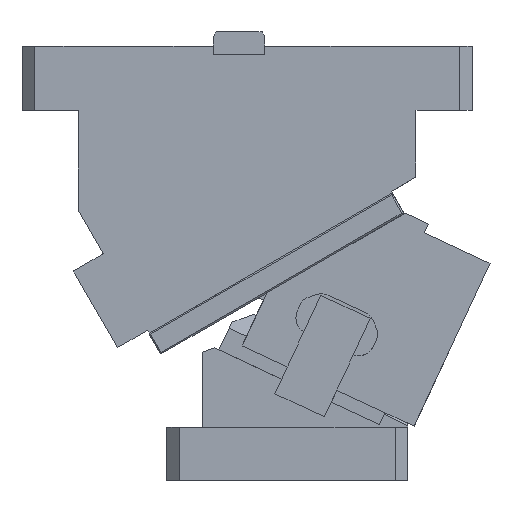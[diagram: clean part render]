
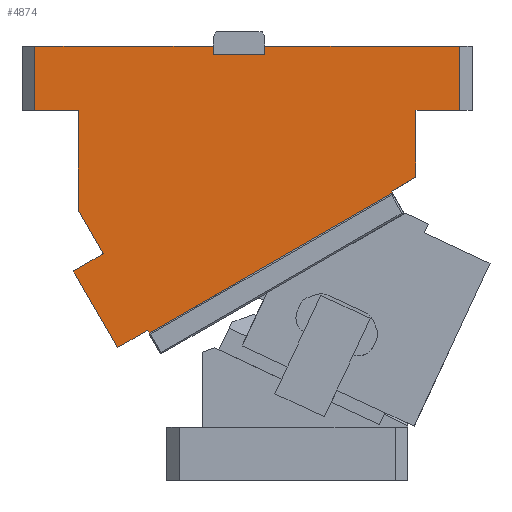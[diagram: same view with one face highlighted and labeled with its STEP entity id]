
A CAD part, front view. The second image highlights one B-rep face of the part: STEP entity #4874.
In plain terms, the highlighted planar face has unit normal (0, -1, 0).
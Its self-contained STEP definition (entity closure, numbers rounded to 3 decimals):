
#134=CARTESIAN_POINT('Vertex',(-82.071,0.,270.)) ;
#137=CARTESIAN_POINT('Line Origine',(-56.036,0.,270.)) ;
#141=CARTESIAN_POINT('Vertex',(-30.,0.,270.)) ;
#144=CARTESIAN_POINT('Line Origine',(-0.5,0.,270.)) ;
#148=CARTESIAN_POINT('Vertex',(29.,0.,270.)) ;
#384=CARTESIAN_POINT('Vertex',(-55.,0.,230.)) ;
#387=CARTESIAN_POINT('Line Origine',(-68.536,0.,230.)) ;
#391=CARTESIAN_POINT('Vertex',(-82.071,0.,230.)) ;
#613=CARTESIAN_POINT('Line Origine',(-82.071,0.,250.)) ;
#775=CARTESIAN_POINT('Line Origine',(-55.,0.,198.933)) ;
#779=CARTESIAN_POINT('Vertex',(-55.,0.,167.865)) ;
#1030=CARTESIAN_POINT('Line Origine',(-47.224,0.,154.397)) ;
#1034=CARTESIAN_POINT('Vertex',(-39.448,0.,140.929)) ;
#1085=CARTESIAN_POINT('Line Origine',(-48.758,0.,135.554)) ;
#1089=CARTESIAN_POINT('Vertex',(-58.068,0.,130.179)) ;
#1145=CARTESIAN_POINT('Vertex',(61.,0.,265.)) ;
#1148=CARTESIAN_POINT('Line Origine',(61.,0.,267.5)) ;
#1152=CARTESIAN_POINT('Vertex',(61.,0.,270.)) ;
#1183=CARTESIAN_POINT('Vertex',(29.,0.,265.)) ;
#1188=CARTESIAN_POINT('Line Origine',(45.,0.,265.)) ;
#1218=CARTESIAN_POINT('Vertex',(-10.948,0.,91.566)) ;
#1221=CARTESIAN_POINT('Line Origine',(-11.448,0.,92.432)) ;
#1225=CARTESIAN_POINT('Vertex',(-11.948,0.,93.298)) ;
#1245=CARTESIAN_POINT('Line Origine',(168.536,0.,230.)) ;
#1249=CARTESIAN_POINT('Vertex',(155.,0.,230.)) ;
#1251=CARTESIAN_POINT('Vertex',(182.071,0.,230.)) ;
#1454=CARTESIAN_POINT('Vertex',(182.071,0.,270.)) ;
#1457=CARTESIAN_POINT('Line Origine',(182.071,0.,250.)) ;
#4224=CARTESIAN_POINT('Line Origine',(111.5,0.,270.)) ;
#4228=CARTESIAN_POINT('Vertex',(162.,0.,270.)) ;
#4231=CARTESIAN_POINT('Line Origine',(172.036,0.,270.)) ;
#4271=CARTESIAN_POINT('Line Origine',(155.,0.,209.265)) ;
#4275=CARTESIAN_POINT('Vertex',(155.,0.,188.531)) ;
#4306=CARTESIAN_POINT('Vertex',(139.673,0.,179.682)) ;
#4314=CARTESIAN_POINT('Line Origine',(147.337,0.,184.106)) ;
#4335=CARTESIAN_POINT('Line Origine',(139.923,0.,179.249)) ;
#4339=CARTESIAN_POINT('Vertex',(140.173,0.,178.816)) ;
#4354=CARTESIAN_POINT('Line Origine',(64.612,0.,135.191)) ;
#4392=CARTESIAN_POINT('Line Origine',(-21.258,0.,87.923)) ;
#4396=CARTESIAN_POINT('Vertex',(-30.568,0.,82.548)) ;
#4447=CARTESIAN_POINT('Line Origine',(-44.318,0.,106.363)) ;
#4834=CARTESIAN_POINT('Line Origine',(29.,0.,267.5)) ;
#4846=CARTESIAN_POINT('Axis2P3D Location',(-21.561,0.,148.947)) ;
#138=DIRECTION('Vector Direction',(-1.,0.,0.)) ;
#145=DIRECTION('Vector Direction',(-1.,0.,0.)) ;
#388=DIRECTION('Vector Direction',(-1.,0.,0.)) ;
#614=DIRECTION('Vector Direction',(0.,0.,-1.)) ;
#776=DIRECTION('Vector Direction',(0.,0.,-1.)) ;
#1031=DIRECTION('Vector Direction',(0.5,0.,-0.866)) ;
#1086=DIRECTION('Vector Direction',(0.866,0.,0.5)) ;
#1149=DIRECTION('Vector Direction',(0.,0.,-1.)) ;
#1189=DIRECTION('Vector Direction',(-1.,0.,0.)) ;
#1222=DIRECTION('Vector Direction',(0.5,0.,-0.866)) ;
#1246=DIRECTION('Vector Direction',(1.,0.,0.)) ;
#1458=DIRECTION('Vector Direction',(0.,0.,1.)) ;
#4225=DIRECTION('Vector Direction',(1.,0.,0.)) ;
#4232=DIRECTION('Vector Direction',(1.,0.,0.)) ;
#4272=DIRECTION('Vector Direction',(0.,0.,-1.)) ;
#4315=DIRECTION('Vector Direction',(-0.866,0.,-0.5)) ;
#4336=DIRECTION('Vector Direction',(0.5,0.,-0.866)) ;
#4355=DIRECTION('Vector Direction',(-0.866,0.,-0.5)) ;
#4393=DIRECTION('Vector Direction',(-0.866,0.,-0.5)) ;
#4448=DIRECTION('Vector Direction',(-0.5,0.,0.866)) ;
#4835=DIRECTION('Vector Direction',(0.,0.,1.)) ;
#4847=DIRECTION('Axis2P3D Direction',(0.,-1.,0.)) ;
#4848=DIRECTION('Axis2P3D XDirection',(0.5,0.,-0.866)) ;
#4849=AXIS2_PLACEMENT_3D('Plane Axis2P3D',#4846,#4847,#4848) ;
#4852=ORIENTED_EDGE('',*,*,#1154,.T.) ;
#4853=ORIENTED_EDGE('',*,*,#1192,.T.) ;
#4854=ORIENTED_EDGE('',*,*,#4838,.T.) ;
#4855=ORIENTED_EDGE('',*,*,#150,.T.) ;
#4856=ORIENTED_EDGE('',*,*,#143,.T.) ;
#4857=ORIENTED_EDGE('',*,*,#617,.T.) ;
#4858=ORIENTED_EDGE('',*,*,#393,.F.) ;
#4859=ORIENTED_EDGE('',*,*,#781,.T.) ;
#4860=ORIENTED_EDGE('',*,*,#1036,.T.) ;
#4861=ORIENTED_EDGE('',*,*,#1091,.F.) ;
#4862=ORIENTED_EDGE('',*,*,#4451,.F.) ;
#4863=ORIENTED_EDGE('',*,*,#4398,.F.) ;
#4864=ORIENTED_EDGE('',*,*,#1227,.T.) ;
#4865=ORIENTED_EDGE('',*,*,#4358,.F.) ;
#4866=ORIENTED_EDGE('',*,*,#4341,.F.) ;
#4867=ORIENTED_EDGE('',*,*,#4318,.F.) ;
#4868=ORIENTED_EDGE('',*,*,#4277,.F.) ;
#4869=ORIENTED_EDGE('',*,*,#1253,.T.) ;
#4870=ORIENTED_EDGE('',*,*,#1461,.T.) ;
#4871=ORIENTED_EDGE('',*,*,#4235,.F.) ;
#4872=ORIENTED_EDGE('',*,*,#4230,.F.) ;
#139=VECTOR('Line Direction',#138,1.) ;
#146=VECTOR('Line Direction',#145,1.) ;
#389=VECTOR('Line Direction',#388,1.) ;
#615=VECTOR('Line Direction',#614,1.) ;
#777=VECTOR('Line Direction',#776,1.) ;
#1032=VECTOR('Line Direction',#1031,1.) ;
#1087=VECTOR('Line Direction',#1086,1.) ;
#1150=VECTOR('Line Direction',#1149,1.) ;
#1190=VECTOR('Line Direction',#1189,1.) ;
#1223=VECTOR('Line Direction',#1222,1.) ;
#1247=VECTOR('Line Direction',#1246,1.) ;
#1459=VECTOR('Line Direction',#1458,1.) ;
#4226=VECTOR('Line Direction',#4225,1.) ;
#4233=VECTOR('Line Direction',#4232,1.) ;
#4273=VECTOR('Line Direction',#4272,1.) ;
#4316=VECTOR('Line Direction',#4315,1.) ;
#4337=VECTOR('Line Direction',#4336,1.) ;
#4356=VECTOR('Line Direction',#4355,1.) ;
#4394=VECTOR('Line Direction',#4393,1.) ;
#4449=VECTOR('Line Direction',#4448,1.) ;
#4836=VECTOR('Line Direction',#4835,1.) ;
#4874=ADVANCED_FACE('CAM HOLDER',(#4873),#4850,.T.) ;
#143=EDGE_CURVE('',#142,#135,#140,.T.) ;
#150=EDGE_CURVE('',#149,#142,#147,.T.) ;
#393=EDGE_CURVE('',#385,#392,#390,.T.) ;
#617=EDGE_CURVE('',#135,#392,#616,.T.) ;
#781=EDGE_CURVE('',#385,#780,#778,.T.) ;
#1036=EDGE_CURVE('',#780,#1035,#1033,.T.) ;
#1091=EDGE_CURVE('',#1090,#1035,#1088,.T.) ;
#1154=EDGE_CURVE('',#1153,#1146,#1151,.T.) ;
#1192=EDGE_CURVE('',#1146,#1184,#1191,.T.) ;
#1227=EDGE_CURVE('',#1226,#1219,#1224,.T.) ;
#1253=EDGE_CURVE('',#1250,#1252,#1248,.T.) ;
#1461=EDGE_CURVE('',#1252,#1455,#1460,.T.) ;
#4230=EDGE_CURVE('',#1153,#4229,#4227,.T.) ;
#4235=EDGE_CURVE('',#4229,#1455,#4234,.T.) ;
#4277=EDGE_CURVE('',#1250,#4276,#4274,.T.) ;
#4318=EDGE_CURVE('',#4276,#4307,#4317,.T.) ;
#4341=EDGE_CURVE('',#4307,#4340,#4338,.T.) ;
#4358=EDGE_CURVE('',#4340,#1219,#4357,.T.) ;
#4398=EDGE_CURVE('',#1226,#4397,#4395,.T.) ;
#4451=EDGE_CURVE('',#4397,#1090,#4450,.T.) ;
#4838=EDGE_CURVE('',#1184,#149,#4837,.T.) ;
#4851=EDGE_LOOP('',(#4852,#4853,#4854,#4855,#4856,#4857,#4858,#4859,#4860,#4861,#4862,#4863,#4864,#4865,#4866,#4867,#4868,#4869,#4870,#4871,#4872)) ;
#4873=FACE_OUTER_BOUND('',#4851,.T.) ;
#140=LINE('Line',#137,#139) ;
#147=LINE('Line',#144,#146) ;
#390=LINE('Line',#387,#389) ;
#616=LINE('Line',#613,#615) ;
#778=LINE('Line',#775,#777) ;
#1033=LINE('Line',#1030,#1032) ;
#1088=LINE('Line',#1085,#1087) ;
#1151=LINE('Line',#1148,#1150) ;
#1191=LINE('Line',#1188,#1190) ;
#1224=LINE('Line',#1221,#1223) ;
#1248=LINE('Line',#1245,#1247) ;
#1460=LINE('Line',#1457,#1459) ;
#4227=LINE('Line',#4224,#4226) ;
#4234=LINE('Line',#4231,#4233) ;
#4274=LINE('Line',#4271,#4273) ;
#4317=LINE('Line',#4314,#4316) ;
#4338=LINE('Line',#4335,#4337) ;
#4357=LINE('Line',#4354,#4356) ;
#4395=LINE('Line',#4392,#4394) ;
#4450=LINE('Line',#4447,#4449) ;
#4837=LINE('Line',#4834,#4836) ;
#4850=PLANE('Plane',#4849) ;
#135=VERTEX_POINT('',#134) ;
#142=VERTEX_POINT('',#141) ;
#149=VERTEX_POINT('',#148) ;
#385=VERTEX_POINT('',#384) ;
#392=VERTEX_POINT('',#391) ;
#780=VERTEX_POINT('',#779) ;
#1035=VERTEX_POINT('',#1034) ;
#1090=VERTEX_POINT('',#1089) ;
#1146=VERTEX_POINT('',#1145) ;
#1153=VERTEX_POINT('',#1152) ;
#1184=VERTEX_POINT('',#1183) ;
#1219=VERTEX_POINT('',#1218) ;
#1226=VERTEX_POINT('',#1225) ;
#1250=VERTEX_POINT('',#1249) ;
#1252=VERTEX_POINT('',#1251) ;
#1455=VERTEX_POINT('',#1454) ;
#4229=VERTEX_POINT('',#4228) ;
#4276=VERTEX_POINT('',#4275) ;
#4307=VERTEX_POINT('',#4306) ;
#4340=VERTEX_POINT('',#4339) ;
#4397=VERTEX_POINT('',#4396) ;
